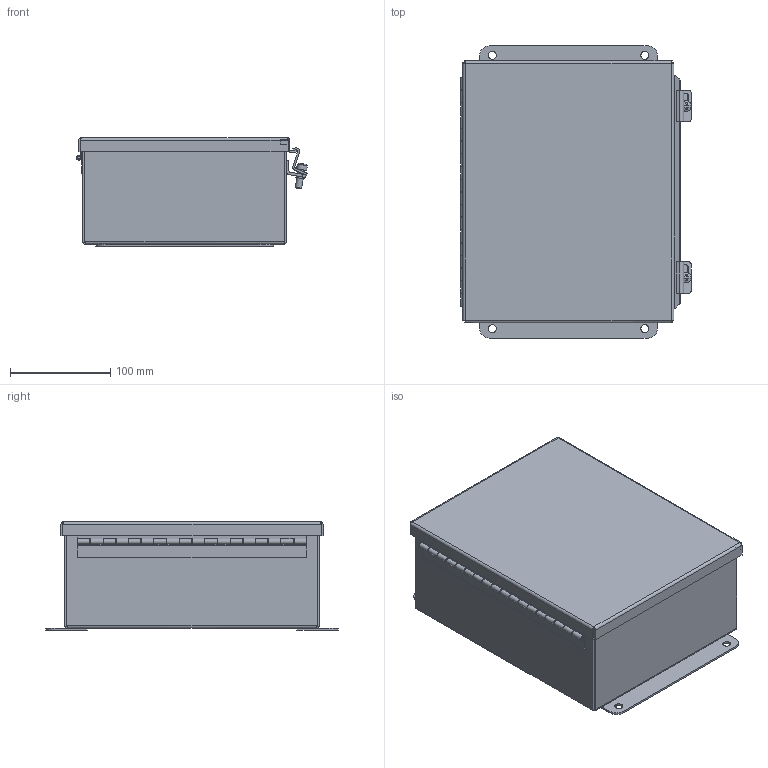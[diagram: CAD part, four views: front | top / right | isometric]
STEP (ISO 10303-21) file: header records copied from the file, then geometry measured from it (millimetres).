
FILE_DESCRIPTION(/* description */ ('B_AL TUB, 0.08 ALUMINUM, 10X8X4'),/* implementation_level */ '2;1');
FILE_NAME(/* name */ 'BN4100804CHAL.stp',/* time_stamp */ '2017-03-29T19:21:23+06:00',/* author */ ('vdas'),/* organization */ (''),/* preprocessor_version */ 'ST-DEVELOPER v16.1',/* originating_system */ 'Autodesk Inventor 2016',/* authorisation */ '');
FILE_SCHEMA (('AUTOMOTIVE_DESIGN { 1 0 10303 214 3 1 1 }'));
Length unit declared in the file: inch
Products named in the file (14): B_100804_ALBKP; 32842TH; 32842LH; 32842P; 32842; B_1008CHALLID; 34848; 3086; C2002; 372135; 3887; 38830; 316164; BN4100804CHAL
Assembly tree (21 placements, depth 3):
  BN4100804CHAL
    B_100804_ALBKP
    32842
      32842TH
      32842LH
      32842P
    B_1008CHALLID
    34848  x2
    3086  x2
    C2002  x2
    372135  x2
    3887  x4
    38830
    316164  x2
Bounding box: 230.77 x 292.1 x 108.56 mm (x, y, z)
Volume: 520801.5 mm3; surface area: 536315.4 mm2
Topology: 20 solids, 20 shells, 423 faces, 1005 edges, 631 vertices
Faces by surface type: plane 261, cylinder 121, bspline 24, cone 11, sphere 4, torus 2
Full cylindrical faces by diameter (mm): 2.54 x1, 2.957 x18, 3.967 x4, 4.826 x1, 4.978 x2, 6.35 x11, 7.874 x4, 7.95 x4, 8.738 x2, 10.402 x2
Entity records: 10308 total; most frequent: CARTESIAN_POINT 2319, DIRECTION 1512, ORIENTED_EDGE 1472, EDGE_CURVE 736, LINE 534, VECTOR 534, AXIS2_PLACEMENT_3D 489, VERTEX_POINT 480
